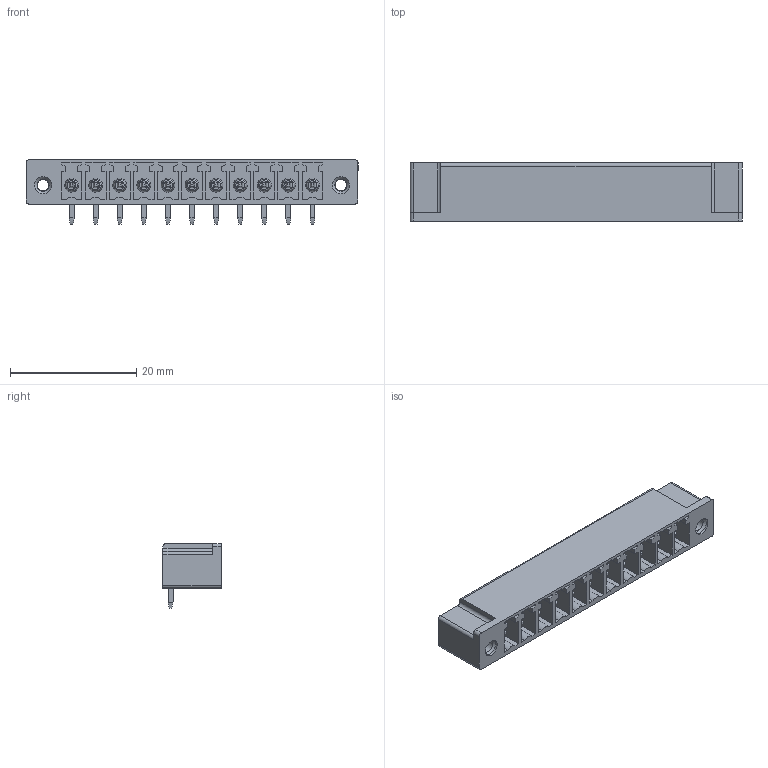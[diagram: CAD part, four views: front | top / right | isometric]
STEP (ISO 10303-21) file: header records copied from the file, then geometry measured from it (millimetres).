
FILE_DESCRIPTION(('CATIA V5 STEP Exchange','CAx-IF Rec.Pracs.--- Model Styling and Organization---1.2---2011-12-15'),'2;1');
FILE_NAME ('D1459806_0', '2018-09-29T04:33:00+00:00', ('none'), ('Weidmueller'), 'CATIA Version 5-6 Release 2014', 'CATIA V5 STEP AP214', 'none');
FILE_SCHEMA(('AUTOMOTIVE_DESIGN { 1 0 10303 214 1 1 1 1 }'));
Length unit declared in the file: millimetre
Products named in the file (1): 1942760000
Bounding box: 52.5 x 9.2 x 10.25 mm (x, y, z)
Volume: 1718.2 mm3; surface area: 4442 mm2
Topology: 12 solids, 12 shells, 890 faces, 2541 edges, 1710 vertices
Faces by surface type: plane 623, cylinder 219, cone 26, torus 22
Entity records: 26883 total; most frequent: CARTESIAN_POINT 5268, ORIENTED_EDGE 5082, DIRECTION 3440, EDGE_CURVE 2541, VECTOR 1971, LINE 1971, VERTEX_POINT 1710, AXIS2_PLACEMENT_3D 971
